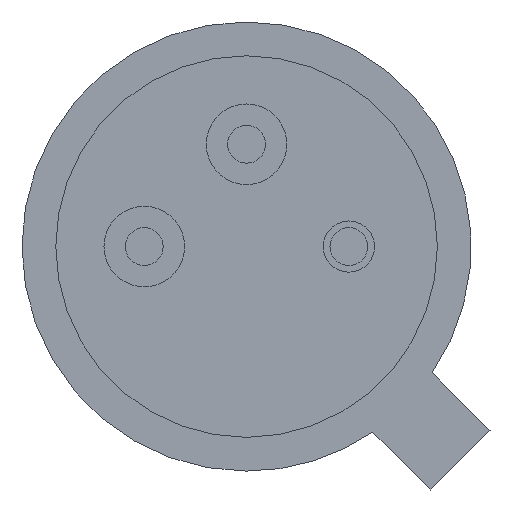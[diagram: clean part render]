
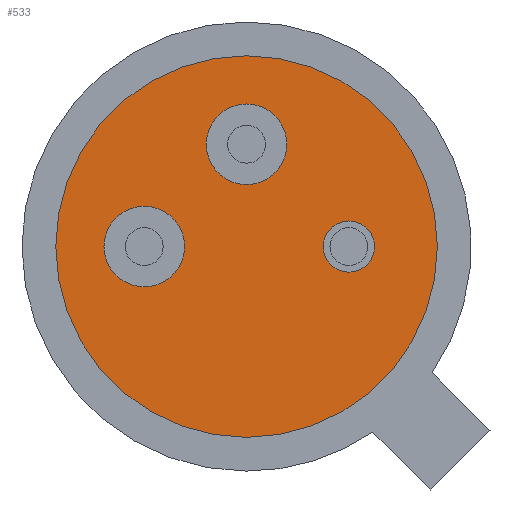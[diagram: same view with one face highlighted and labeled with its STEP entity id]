
A CAD part, front view. The second image highlights one B-rep face of the part: STEP entity #533.
In plain terms, the highlighted planar face has unit normal (0, -1, 0).
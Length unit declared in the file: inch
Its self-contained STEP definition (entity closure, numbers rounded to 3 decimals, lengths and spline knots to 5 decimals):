
#25 = CARTESIAN_POINT ( 'NONE',  ( -0.05, -0.09788, 0.01969 ) ) ;
#32 = AXIS2_PLACEMENT_3D ( 'NONE', #1408, #1027, #1257 ) ;
#43 = VERTEX_POINT ( 'NONE', #792 ) ;
#51 = CIRCLE ( 'NONE', #1475, 0.01969 ) ;
#61 = CARTESIAN_POINT ( 'NONE',  ( 0., -0.09788, -0.09325 ) ) ;
#65 = AXIS2_PLACEMENT_3D ( 'NONE', #145, #254, #938 ) ;
#68 = EDGE_CURVE ( 'NONE', #307, #149, #840, .T. ) ;
#71 = DIRECTION ( 'NONE',  ( 0., 0., 1. ) ) ;
#72 = CARTESIAN_POINT ( 'NONE',  ( 0., -0.09788, 0.09325 ) ) ;
#133 = EDGE_CURVE ( 'NONE', #1148, #1443, #720, .T. ) ;
#145 = CARTESIAN_POINT ( 'NONE',  ( 0., -0.09788, 0.05 ) ) ;
#149 = VERTEX_POINT ( 'NONE', #72 ) ;
#150 = AXIS2_PLACEMENT_3D ( 'NONE', #727, #1056, #597 ) ;
#159 = CARTESIAN_POINT ( 'NONE',  ( 0., -0.09788, 0. ) ) ;
#209 = DIRECTION ( 'NONE',  ( 0., -1., 0. ) ) ;
#222 = ORIENTED_EDGE ( 'NONE', *, *, #1172, .F. ) ;
#237 = DIRECTION ( 'NONE',  ( 0., -1., 0. ) ) ;
#254 = DIRECTION ( 'NONE',  ( 0., -1., 0. ) ) ;
#272 = ORIENTED_EDGE ( 'NONE', *, *, #859, .F. ) ;
#281 = AXIS2_PLACEMENT_3D ( 'NONE', #912, #209, #441 ) ;
#294 = AXIS2_PLACEMENT_3D ( 'NONE', #159, #513, #1189 ) ;
#303 = EDGE_LOOP ( 'NONE', ( #600, #443 ) ) ;
#307 = VERTEX_POINT ( 'NONE', #61 ) ;
#331 = CARTESIAN_POINT ( 'NONE',  ( 0.05, -0.09788, -0.0125 ) ) ;
#347 = CARTESIAN_POINT ( 'NONE',  ( 0., -0.09788, 0.03031 ) ) ;
#387 = CARTESIAN_POINT ( 'NONE',  ( 0.05, -0.09788, 0. ) ) ;
#394 = CARTESIAN_POINT ( 'NONE',  ( -0.05, -0.09788, 0. ) ) ;
#405 = CIRCLE ( 'NONE', #294, 0.09325 ) ;
#407 = CIRCLE ( 'NONE', #65, 0.01969 ) ;
#420 = EDGE_LOOP ( 'NONE', ( #1165, #222 ) ) ;
#441 = DIRECTION ( 'NONE',  ( 0., 0., 1. ) ) ;
#443 = ORIENTED_EDGE ( 'NONE', *, *, #133, .T. ) ;
#484 = CIRCLE ( 'NONE', #1277, 0.01969 ) ;
#513 = DIRECTION ( 'NONE',  ( 0., 1., 0. ) ) ;
#533 = ADVANCED_FACE ( 'NONE', ( #1161, #943, #853, #644 ), #944, .F. ) ;
#584 = DIRECTION ( 'NONE',  ( 0., 1., 0. ) ) ;
#597 = DIRECTION ( 'NONE',  ( 0., 0., -1. ) ) ;
#600 = ORIENTED_EDGE ( 'NONE', *, *, #940, .T. ) ;
#644 = FACE_BOUND ( 'NONE', #667, .T. ) ;
#652 = ORIENTED_EDGE ( 'NONE', *, *, #1006, .F. ) ;
#667 = EDGE_LOOP ( 'NONE', ( #1283, #272 ) ) ;
#720 = CIRCLE ( 'NONE', #879, 0.0125 ) ;
#727 = CARTESIAN_POINT ( 'NONE',  ( 0., -0.09788, 0. ) ) ;
#743 = DIRECTION ( 'NONE',  ( 0., -1., 0. ) ) ;
#792 = CARTESIAN_POINT ( 'NONE',  ( -0.05, -0.09788, -0.01969 ) ) ;
#817 = CARTESIAN_POINT ( 'NONE',  ( -0.05, -0.09788, 0. ) ) ;
#837 = DIRECTION ( 'NONE',  ( 0., 0., 1. ) ) ;
#840 = CIRCLE ( 'NONE', #32, 0.09325 ) ;
#853 = FACE_BOUND ( 'NONE', #1015, .T. ) ;
#859 = EDGE_CURVE ( 'NONE', #1409, #1069, #988, .T. ) ;
#879 = AXIS2_PLACEMENT_3D ( 'NONE', #387, #1415, #837 ) ;
#912 = CARTESIAN_POINT ( 'NONE',  ( 0., -0.09788, 0.05 ) ) ;
#938 = DIRECTION ( 'NONE',  ( 0., 0., 1. ) ) ;
#940 = EDGE_CURVE ( 'NONE', #1443, #1148, #1122, .T. ) ;
#942 = CARTESIAN_POINT ( 'NONE',  ( 0.05, -0.09788, 0.0125 ) ) ;
#943 = FACE_BOUND ( 'NONE', #303, .T. ) ;
#944 = PLANE ( 'NONE',  #150 ) ;
#988 = CIRCLE ( 'NONE', #281, 0.01969 ) ;
#993 = VERTEX_POINT ( 'NONE', #25 ) ;
#1006 = EDGE_CURVE ( 'NONE', #993, #43, #51, .T. ) ;
#1015 = EDGE_LOOP ( 'NONE', ( #1128, #652 ) ) ;
#1019 = AXIS2_PLACEMENT_3D ( 'NONE', #1268, #584, #1284 ) ;
#1027 = DIRECTION ( 'NONE',  ( 0., 1., 0. ) ) ;
#1037 = DIRECTION ( 'NONE',  ( 0., 0., 1. ) ) ;
#1056 = DIRECTION ( 'NONE',  ( 0., 1., 0. ) ) ;
#1069 = VERTEX_POINT ( 'NONE', #347 ) ;
#1122 = CIRCLE ( 'NONE', #1019, 0.0125 ) ;
#1128 = ORIENTED_EDGE ( 'NONE', *, *, #1197, .F. ) ;
#1131 = EDGE_CURVE ( 'NONE', #1069, #1409, #407, .T. ) ;
#1148 = VERTEX_POINT ( 'NONE', #942 ) ;
#1161 = FACE_OUTER_BOUND ( 'NONE', #420, .T. ) ;
#1165 = ORIENTED_EDGE ( 'NONE', *, *, #68, .F. ) ;
#1172 = EDGE_CURVE ( 'NONE', #149, #307, #405, .T. ) ;
#1189 = DIRECTION ( 'NONE',  ( 0., 0., 1. ) ) ;
#1197 = EDGE_CURVE ( 'NONE', #43, #993, #484, .T. ) ;
#1249 = CARTESIAN_POINT ( 'NONE',  ( 0., -0.09788, 0.06969 ) ) ;
#1257 = DIRECTION ( 'NONE',  ( 0., 0., 1. ) ) ;
#1268 = CARTESIAN_POINT ( 'NONE',  ( 0.05, -0.09788, 0. ) ) ;
#1277 = AXIS2_PLACEMENT_3D ( 'NONE', #394, #743, #71 ) ;
#1283 = ORIENTED_EDGE ( 'NONE', *, *, #1131, .F. ) ;
#1284 = DIRECTION ( 'NONE',  ( 0., 0., 1. ) ) ;
#1408 = CARTESIAN_POINT ( 'NONE',  ( 0., -0.09788, 0. ) ) ;
#1409 = VERTEX_POINT ( 'NONE', #1249 ) ;
#1415 = DIRECTION ( 'NONE',  ( 0., 1., 0. ) ) ;
#1443 = VERTEX_POINT ( 'NONE', #331 ) ;
#1475 = AXIS2_PLACEMENT_3D ( 'NONE', #817, #237, #1037 ) ;
